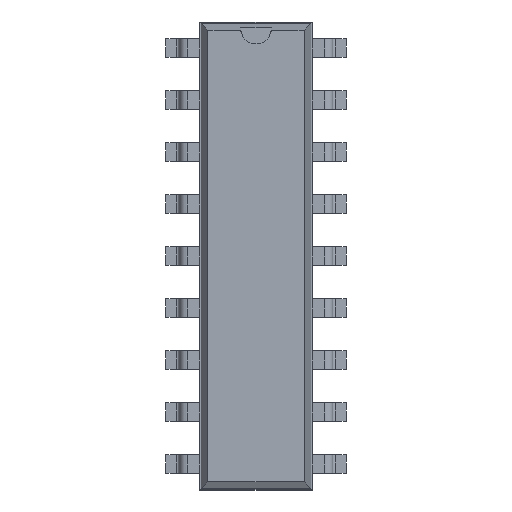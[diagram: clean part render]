
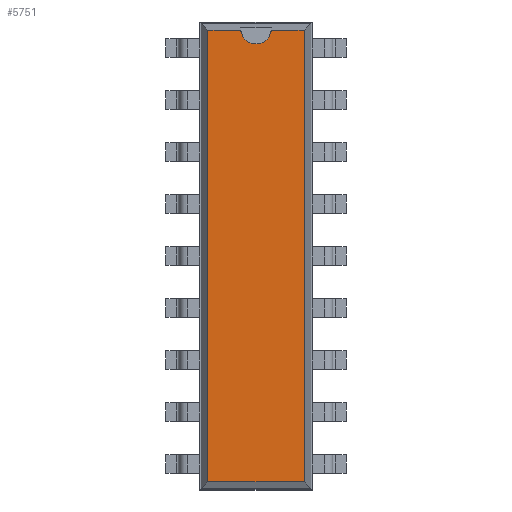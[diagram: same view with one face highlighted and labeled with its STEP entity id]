
A CAD part, top view. The second image highlights one B-rep face of the part: STEP entity #5751.
In plain terms, the highlighted planar face has unit normal (0, 0, 1).
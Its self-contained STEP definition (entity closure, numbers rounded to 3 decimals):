
#27=VECTOR('',#28,1.);
#28=DIRECTION('',(0.,1.,0.));
#34=VECTOR('',#35,1.);
#35=DIRECTION('',(-1.,0.,0.));
#41=VECTOR('',#42,1.);
#42=DIRECTION('',(0.,-1.,0.));
#46=VECTOR('',#47,1.);
#47=DIRECTION('',(1.,0.,0.));
#50=DIRECTION('',(0.,0.,-1.));
#1160=DIRECTION('',(0.,0.,-1.));
#3868=VERTEX_POINT('',#3869);
#3869=CARTESIAN_POINT('',(2.351,11.031,3.68));
#3871=ORIENTED_EDGE('',*,*,#3872,.F.);
#3872=EDGE_CURVE('',#3873,#3868,#3875,.T.);
#3873=VERTEX_POINT('',#3874);
#3874=CARTESIAN_POINT('',(2.351,-11.031,3.68));
#3875=LINE('',#3874,#27);
#4779=VERTEX_POINT('',#4780);
#4780=CARTESIAN_POINT('',(-2.351,11.031,3.68));
#4782=ORIENTED_EDGE('',*,*,#4783,.F.);
#4783=EDGE_CURVE('',#4784,#4779,#4786,.T.);
#4784=VERTEX_POINT('',#4785);
#4785=CARTESIAN_POINT('',(-0.746,11.031,3.68));
#4786=LINE('',#3869,#34);
#4805=VERTEX_POINT('',#4806);
#4806=CARTESIAN_POINT('',(0.746,11.031,3.68));
#4812=ORIENTED_EDGE('',*,*,#4813,.F.);
#4813=EDGE_CURVE('',#3868,#4805,#4786,.T.);
#4848=VERTEX_POINT('',#4849);
#4849=CARTESIAN_POINT('',(-2.351,-11.031,3.68));
#4851=ORIENTED_EDGE('',*,*,#4852,.F.);
#4852=EDGE_CURVE('',#4779,#4848,#4853,.T.);
#4853=LINE('',#4780,#41);
#5746=ORIENTED_EDGE('',*,*,#5747,.F.);
#5747=EDGE_CURVE('',#4848,#3873,#5748,.T.);
#5748=LINE('',#4849,#46);
#5751=ADVANCED_FACE('',(#5752),#5763,.F.);
#5752=FACE_BOUND('',#5753,.F.);
#5753=EDGE_LOOP('',(#3871,#5746,#4851,#4782,#5754,#5761,#4812));
#5754=ORIENTED_EDGE('',*,*,#5755,.F.);
#5755=EDGE_CURVE('',#5756,#4784,#5758,.T.);
#5756=VERTEX_POINT('',#5757);
#5757=CARTESIAN_POINT('',(0.,10.356,3.68));
#5758=CIRCLE('',#5759,0.75);
#5759=AXIS2_PLACEMENT_3D('',#5760,#1160,#42);
#5760=CARTESIAN_POINT('',(0.,11.106,3.68));
#5761=ORIENTED_EDGE('',*,*,#5762,.F.);
#5762=EDGE_CURVE('',#4805,#5756,#5758,.T.);
#5763=PLANE('',#5764);
#5764=AXIS2_PLACEMENT_3D('',#3874,#50,#5765);
#5765=DIRECTION('',(-0.208,0.978,0.));
